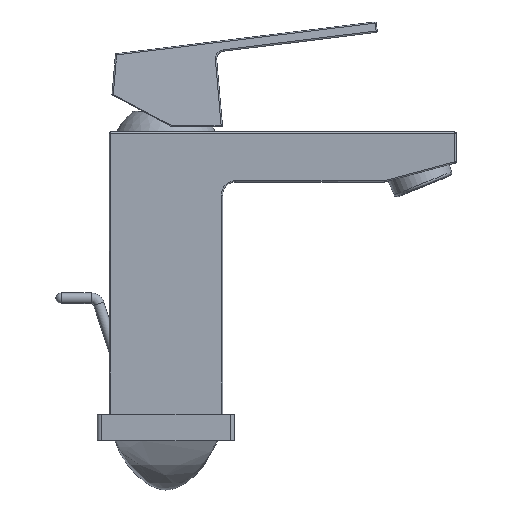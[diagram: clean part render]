
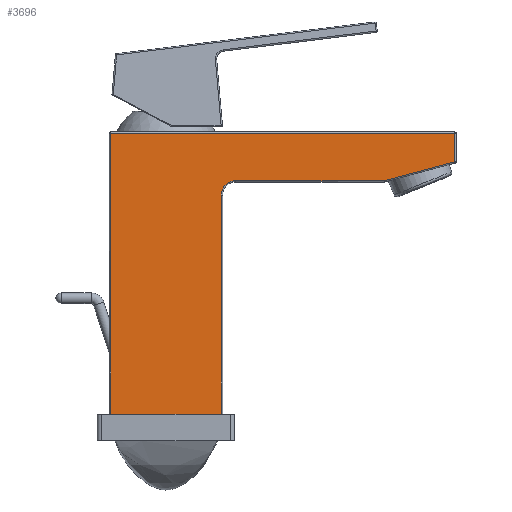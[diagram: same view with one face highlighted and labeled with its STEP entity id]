
A CAD part, front view. The second image highlights one B-rep face of the part: STEP entity #3696.
In plain terms, the highlighted planar face has unit normal (0, -1, 0).
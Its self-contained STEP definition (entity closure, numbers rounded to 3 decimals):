
#301=LINE('',#4673,#515);
#319=LINE('',#5640,#533);
#325=LINE('',#5649,#539);
#330=LINE('',#5678,#544);
#340=LINE('',#5742,#554);
#341=LINE('',#5744,#555);
#348=LINE('',#5764,#562);
#515=VECTOR('',#4039,1000.);
#533=VECTOR('',#4127,1000.);
#539=VECTOR('',#4139,1000.);
#544=VECTOR('',#4148,1000.);
#554=VECTOR('',#4168,1000.);
#555=VECTOR('',#4171,1000.);
#562=VECTOR('',#4184,1000.);
#933=ORIENTED_EDGE('',*,*,#1555,.T.);
#934=ORIENTED_EDGE('',*,*,#1571,.T.);
#935=ORIENTED_EDGE('',*,*,#1601,.F.);
#936=ORIENTED_EDGE('',*,*,#1592,.T.);
#937=ORIENTED_EDGE('',*,*,#1591,.T.);
#938=ORIENTED_EDGE('',*,*,#1562,.F.);
#939=ORIENTED_EDGE('',*,*,#1486,.F.);
#940=ORIENTED_EDGE('',*,*,#1556,.F.);
#1486=EDGE_CURVE('',#1906,#1907,#301,.F.);
#1555=EDGE_CURVE('',#1958,#1960,#2203,.T.);
#1556=EDGE_CURVE('',#1958,#1906,#319,.T.);
#1562=EDGE_CURVE('',#1907,#1961,#325,.T.);
#1571=EDGE_CURVE('',#1960,#1966,#330,.T.);
#1591=EDGE_CURVE('',#1927,#1961,#340,.T.);
#1592=EDGE_CURVE('',#1947,#1927,#341,.T.);
#1601=EDGE_CURVE('',#1947,#1966,#348,.T.);
#1906=VERTEX_POINT('',#4672);
#1907=VERTEX_POINT('',#4674);
#1927=VERTEX_POINT('',#5263);
#1947=VERTEX_POINT('',#5548);
#1958=VERTEX_POINT('',#5626);
#1960=VERTEX_POINT('',#5637);
#1961=VERTEX_POINT('',#5650);
#1966=VERTEX_POINT('',#5677);
#2203=CIRCLE('',#3856,5.5);
#2301=EDGE_LOOP('',(#933,#934,#935,#936,#937,#938,#939,#940));
#2477=FACE_BOUND('',#2301,.T.);
#2613=PLANE('',#3874);
#3696=ADVANCED_FACE('',(#2477),#2613,.T.);
#3856=AXIS2_PLACEMENT_3D('',#5638,#4123,#4124);
#3874=AXIS2_PLACEMENT_3D('',#5781,#4189,#4190);
#4039=DIRECTION('',(1.,0.,0.));
#4123=DIRECTION('',(0.,1.,0.));
#4124=DIRECTION('',(-1.,0.,0.));
#4127=DIRECTION('',(0.,0.,-1.));
#4139=DIRECTION('',(0.,0.,1.));
#4148=DIRECTION('',(1.,0.,0.));
#4168=DIRECTION('',(-1.,0.,0.));
#4171=DIRECTION('',(0.,0.,1.));
#4184=DIRECTION('',(-0.966,0.,-0.259));
#4189=DIRECTION('',(0.,-1.,0.));
#4190=DIRECTION('',(0.,0.,1.));
#4672=CARTESIAN_POINT('',(21.,-21.5,0.));
#4673=CARTESIAN_POINT('',(-24.4,-21.5,0.));
#4674=CARTESIAN_POINT('',(-21.,-21.5,0.));
#5263=CARTESIAN_POINT('',(109.5,-21.5,106.5));
#5548=CARTESIAN_POINT('',(109.5,-21.5,95.674));
#5626=CARTESIAN_POINT('',(21.,-21.5,83.));
#5637=CARTESIAN_POINT('',(26.5,-21.5,88.5));
#5638=CARTESIAN_POINT('',(26.5,-21.5,83.));
#5640=CARTESIAN_POINT('',(21.,-21.5,41.5));
#5649=CARTESIAN_POINT('',(-21.,-21.5,53.25));
#5650=CARTESIAN_POINT('',(-21.,-21.5,106.5));
#5677=CARTESIAN_POINT('',(82.728,-21.5,88.5));
#5678=CARTESIAN_POINT('',(53.038,-21.5,88.5));
#5742=CARTESIAN_POINT('',(44.25,-21.5,106.5));
#5744=CARTESIAN_POINT('',(109.5,-21.5,101.092));
#5764=CARTESIAN_POINT('',(94.64,-21.5,91.692));
#5781=CARTESIAN_POINT('',(109.5,-21.5,0.));
